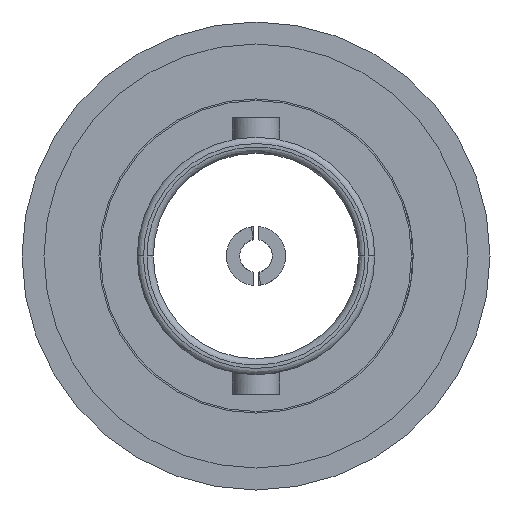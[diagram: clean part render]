
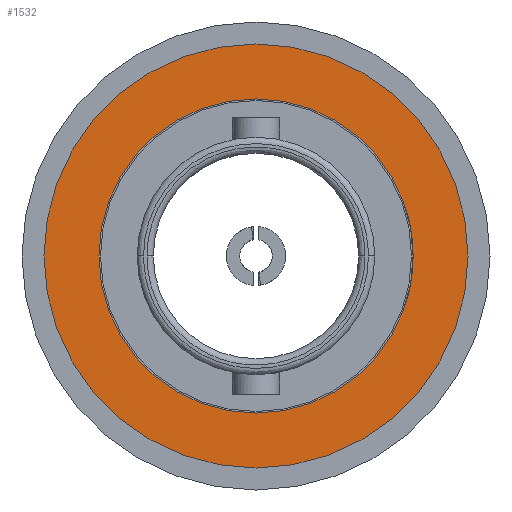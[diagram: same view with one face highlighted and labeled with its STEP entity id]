
A CAD part, left-side view. The second image highlights one B-rep face of the part: STEP entity #1532.
In plain terms, the highlighted planar face has unit normal (-1, 0, 0).
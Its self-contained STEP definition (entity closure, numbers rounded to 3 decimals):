
#76 = AXIS2_PLACEMENT_3D ( 'NONE', #775, #568, #289 ) ;
#118 = CARTESIAN_POINT ( 'NONE',  ( -44.396, 0., 0. ) ) ;
#165 = CARTESIAN_POINT ( 'NONE',  ( -44.396, 6.35, 0. ) ) ;
#181 = DIRECTION ( 'NONE',  ( 0., 1., 0. ) ) ;
#217 = CARTESIAN_POINT ( 'NONE',  ( -44.396, 6.35, 0. ) ) ;
#266 = EDGE_CURVE ( 'NONE', #1543, #3174, #3235, .T. ) ;
#289 = DIRECTION ( 'NONE',  ( 0., -1., 0. ) ) ;
#316 = DIRECTION ( 'NONE',  ( 0., -1., 0. ) ) ;
#353 = EDGE_CURVE ( 'NONE', #1842, #1080, #2661, .T. ) ;
#362 = DIRECTION ( 'NONE',  ( -1., 0., 0. ) ) ;
#568 = DIRECTION ( 'NONE',  ( 1., 0., 0. ) ) ;
#697 = FACE_BOUND ( 'NONE', #2254, .T. ) ;
#734 = DIRECTION ( 'NONE',  ( 0., -1., 0. ) ) ;
#775 = CARTESIAN_POINT ( 'NONE',  ( -44.396, 0., 0. ) ) ;
#983 = CIRCLE ( 'NONE', #1088, 6.35 ) ;
#1003 = CARTESIAN_POINT ( 'NONE',  ( -44.396, 8.572, 0. ) ) ;
#1080 = VERTEX_POINT ( 'NONE', #1003 ) ;
#1088 = AXIS2_PLACEMENT_3D ( 'NONE', #2609, #2055, #316 ) ;
#1151 = CARTESIAN_POINT ( 'NONE',  ( -44.396, -6.35, 0. ) ) ;
#1176 = CARTESIAN_POINT ( 'NONE',  ( -44.396, -8.572, 0. ) ) ;
#1200 = CARTESIAN_POINT ( 'NONE',  ( -44.396, 0., 0. ) ) ;
#1343 = ORIENTED_EDGE ( 'NONE', *, *, #3172, .F. ) ;
#1399 = FACE_OUTER_BOUND ( 'NONE', #2580, .T. ) ;
#1460 = DIRECTION ( 'NONE',  ( 1., 0., 0. ) ) ;
#1532 = ADVANCED_FACE ( 'NONE', ( #1399, #697 ), #2406, .F. ) ;
#1543 = VERTEX_POINT ( 'NONE', #1151 ) ;
#1606 = DIRECTION ( 'NONE',  ( 0., -1., 0. ) ) ;
#1787 = AXIS2_PLACEMENT_3D ( 'NONE', #165, #1460, #181 ) ;
#1802 = AXIS2_PLACEMENT_3D ( 'NONE', #118, #362, #1606 ) ;
#1842 = VERTEX_POINT ( 'NONE', #1176 ) ;
#2055 = DIRECTION ( 'NONE',  ( -1., 0., 0. ) ) ;
#2254 = EDGE_LOOP ( 'NONE', ( #2651, #3063 ) ) ;
#2340 = CIRCLE ( 'NONE', #2497, 8.572 ) ;
#2393 = EDGE_CURVE ( 'NONE', #3174, #1543, #983, .T. ) ;
#2406 = PLANE ( 'NONE',  #1787 ) ;
#2497 = AXIS2_PLACEMENT_3D ( 'NONE', #1200, #3216, #734 ) ;
#2579 = ORIENTED_EDGE ( 'NONE', *, *, #353, .F. ) ;
#2580 = EDGE_LOOP ( 'NONE', ( #2579, #1343 ) ) ;
#2609 = CARTESIAN_POINT ( 'NONE',  ( -44.396, 0., 0. ) ) ;
#2651 = ORIENTED_EDGE ( 'NONE', *, *, #266, .F. ) ;
#2661 = CIRCLE ( 'NONE', #76, 8.572 ) ;
#3063 = ORIENTED_EDGE ( 'NONE', *, *, #2393, .F. ) ;
#3172 = EDGE_CURVE ( 'NONE', #1080, #1842, #2340, .T. ) ;
#3174 = VERTEX_POINT ( 'NONE', #217 ) ;
#3216 = DIRECTION ( 'NONE',  ( 1., 0., 0. ) ) ;
#3235 = CIRCLE ( 'NONE', #1802, 6.35 ) ;
